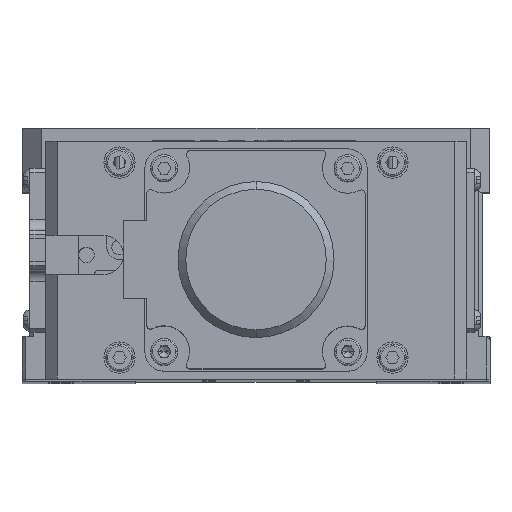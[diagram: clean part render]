
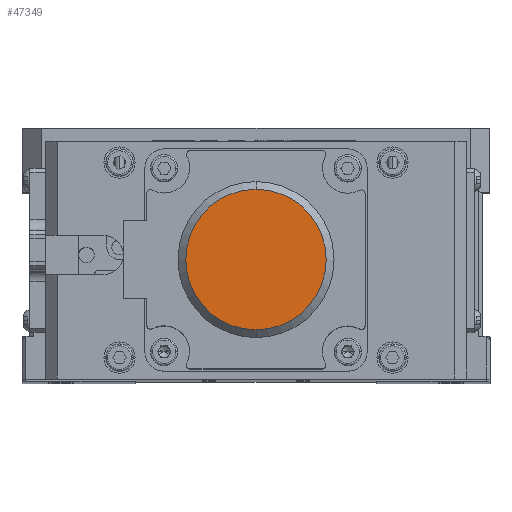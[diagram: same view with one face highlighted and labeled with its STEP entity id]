
A CAD part, top view. The second image highlights one B-rep face of the part: STEP entity #47349.
In plain terms, the highlighted planar face has unit normal (0, 0, 1).
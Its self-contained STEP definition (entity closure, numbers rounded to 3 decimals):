
#130 = EDGE_LOOP ( 'NONE', ( #41261, #30465 ) ) ;
#3089 = EDGE_CURVE ( 'NONE', #50717, #15819, #22820, .T. ) ;
#3171 = DIRECTION ( 'NONE',  ( 0., 1., 0. ) ) ;
#3627 = EDGE_CURVE ( 'NONE', #15819, #50717, #24220, .T. ) ;
#4148 = DIRECTION ( 'NONE',  ( 0., 1., 0. ) ) ;
#5510 = AXIS2_PLACEMENT_3D ( 'NONE', #35565, #44340, #12836 ) ;
#8468 = AXIS2_PLACEMENT_3D ( 'NONE', #31472, #30682, #4148 ) ;
#12836 = DIRECTION ( 'NONE',  ( 0., 1., 0. ) ) ;
#15708 = CARTESIAN_POINT ( 'NONE',  ( 0., 13., 319.5 ) ) ;
#15819 = VERTEX_POINT ( 'NONE', #15708 ) ;
#17714 = CARTESIAN_POINT ( 'NONE',  ( 0., 49., 319.5 ) ) ;
#21529 = PLANE ( 'NONE',  #8468 ) ;
#22820 = CIRCLE ( 'NONE', #26120, 18. ) ;
#24220 = CIRCLE ( 'NONE', #5510, 18. ) ;
#26120 = AXIS2_PLACEMENT_3D ( 'NONE', #58624, #31288, #3171 ) ;
#30465 = ORIENTED_EDGE ( 'NONE', *, *, #3089, .T. ) ;
#30682 = DIRECTION ( 'NONE',  ( 0., 0., 1. ) ) ;
#31288 = DIRECTION ( 'NONE',  ( 0., 0., 1. ) ) ;
#31472 = CARTESIAN_POINT ( 'NONE',  ( 0., 31., 319.5 ) ) ;
#35565 = CARTESIAN_POINT ( 'NONE',  ( 0., 31., 319.5 ) ) ;
#40011 = FACE_OUTER_BOUND ( 'NONE', #130, .T. ) ;
#41261 = ORIENTED_EDGE ( 'NONE', *, *, #3627, .T. ) ;
#44340 = DIRECTION ( 'NONE',  ( 0., 0., 1. ) ) ;
#47349 = ADVANCED_FACE ( 'NONE', ( #40011 ), #21529, .T. ) ;
#50717 = VERTEX_POINT ( 'NONE', #17714 ) ;
#58624 = CARTESIAN_POINT ( 'NONE',  ( 0., 31., 319.5 ) ) ;
